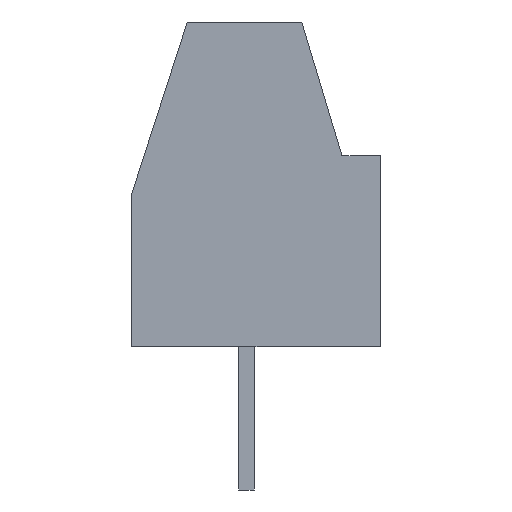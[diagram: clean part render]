
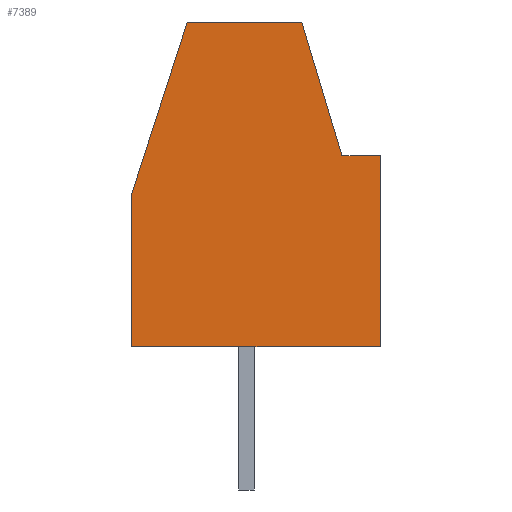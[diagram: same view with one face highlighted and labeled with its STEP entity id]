
A CAD part, left-side view. The second image highlights one B-rep face of the part: STEP entity #7389.
In plain terms, the highlighted planar face has unit normal (-1, 0, 0).
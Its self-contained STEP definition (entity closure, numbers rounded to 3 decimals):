
#6400 = VERTEX_POINT('',#6401);
#6401 = CARTESIAN_POINT('',(0.,-3.5,0.)
  );
#6410 = PLANE('',#6411);
#6411 = AXIS2_PLACEMENT_3D('',#6412,#6413,#6414);
#6412 = CARTESIAN_POINT('',(0.,-3.5,0.));
#6413 = DIRECTION('',(0.,-1.,0.));
#6414 = DIRECTION('',(0.,0.,1.));
#6422 = PLANE('',#6423);
#6423 = AXIS2_PLACEMENT_3D('',#6424,#6425,#6426);
#6424 = CARTESIAN_POINT('',(0.,-3.5,0.));
#6425 = DIRECTION('',(0.,0.,1.));
#6426 = DIRECTION('',(0.,1.,0.));
#6463 = VERTEX_POINT('',#6464);
#6464 = CARTESIAN_POINT('',(0.,-3.5,5.));
#6478 = PLANE('',#6479);
#6479 = AXIS2_PLACEMENT_3D('',#6480,#6481,#6482);
#6480 = CARTESIAN_POINT('',(0.,-3.5,5.));
#6481 = DIRECTION('',(0.,0.,1.));
#6482 = DIRECTION('',(0.,1.,0.));
#6490 = EDGE_CURVE('',#6400,#6463,#6491,.T.);
#6491 = SURFACE_CURVE('',#6492,(#6496,#6503),.PCURVE_S1.);
#6492 = LINE('',#6493,#6494);
#6493 = CARTESIAN_POINT('',(0.,-3.5,0.));
#6494 = VECTOR('',#6495,1.);
#6495 = DIRECTION('',(0.,0.,1.));
#6496 = PCURVE('',#6410,#6497);
#6497 = DEFINITIONAL_REPRESENTATION('',(#6498),#6502);
#6498 = LINE('',#6499,#6500);
#6499 = CARTESIAN_POINT('',(0.,0.));
#6500 = VECTOR('',#6501,1.);
#6501 = DIRECTION('',(1.,0.));
#6502 = ( GEOMETRIC_REPRESENTATION_CONTEXT(2) 
PARAMETRIC_REPRESENTATION_CONTEXT() REPRESENTATION_CONTEXT('2D SPACE',''
  ) );
#6503 = PCURVE('',#6504,#6509);
#6504 = PLANE('',#6505);
#6505 = AXIS2_PLACEMENT_3D('',#6506,#6507,#6508);
#6506 = CARTESIAN_POINT('',(0.,-0.231,
    3.774));
#6507 = DIRECTION('',(1.,0.,0.));
#6508 = DIRECTION('',(0.,0.,1.));
#6509 = DEFINITIONAL_REPRESENTATION('',(#6510),#6514);
#6510 = LINE('',#6511,#6512);
#6511 = CARTESIAN_POINT('',(-3.774,3.269));
#6512 = VECTOR('',#6513,1.);
#6513 = DIRECTION('',(1.,0.));
#6514 = ( GEOMETRIC_REPRESENTATION_CONTEXT(2) 
PARAMETRIC_REPRESENTATION_CONTEXT() REPRESENTATION_CONTEXT('2D SPACE',''
  ) );
#7342 = VERTEX_POINT('',#7343);
#7343 = CARTESIAN_POINT('',(0.,3.,0.));
#7357 = PLANE('',#7358);
#7358 = AXIS2_PLACEMENT_3D('',#7359,#7360,#7361);
#7359 = CARTESIAN_POINT('',(0.,3.,0.)
  );
#7360 = DIRECTION('',(0.,-1.,0.));
#7361 = DIRECTION('',(0.,0.,1.));
#7369 = EDGE_CURVE('',#6400,#7342,#7370,.T.);
#7370 = SURFACE_CURVE('',#7371,(#7375,#7382),.PCURVE_S1.);
#7371 = LINE('',#7372,#7373);
#7372 = CARTESIAN_POINT('',(0.,-3.5,0.));
#7373 = VECTOR('',#7374,1.);
#7374 = DIRECTION('',(0.,1.,0.));
#7375 = PCURVE('',#6422,#7376);
#7376 = DEFINITIONAL_REPRESENTATION('',(#7377),#7381);
#7377 = LINE('',#7378,#7379);
#7378 = CARTESIAN_POINT('',(0.,0.));
#7379 = VECTOR('',#7380,1.);
#7380 = DIRECTION('',(1.,0.));
#7381 = ( GEOMETRIC_REPRESENTATION_CONTEXT(2) 
PARAMETRIC_REPRESENTATION_CONTEXT() REPRESENTATION_CONTEXT('2D SPACE',''
  ) );
#7382 = PCURVE('',#6504,#7383);
#7383 = DEFINITIONAL_REPRESENTATION('',(#7384),#7388);
#7384 = LINE('',#7385,#7386);
#7385 = CARTESIAN_POINT('',(-3.774,3.269));
#7386 = VECTOR('',#7387,1.);
#7387 = DIRECTION('',(0.,-1.));
#7388 = ( GEOMETRIC_REPRESENTATION_CONTEXT(2) 
PARAMETRIC_REPRESENTATION_CONTEXT() REPRESENTATION_CONTEXT('2D SPACE',''
  ) );
#7389 = ADVANCED_FACE('',(#7390),#6504,.F.);
#7390 = FACE_BOUND('',#7391,.F.);
#7391 = EDGE_LOOP('',(#7392,#7393,#7394,#7417,#7445,#7473,#7501));
#7392 = ORIENTED_EDGE('',*,*,#6490,.F.);
#7393 = ORIENTED_EDGE('',*,*,#7369,.T.);
#7394 = ORIENTED_EDGE('',*,*,#7395,.T.);
#7395 = EDGE_CURVE('',#7342,#7396,#7398,.T.);
#7396 = VERTEX_POINT('',#7397);
#7397 = CARTESIAN_POINT('',(0.,3.,4.));
#7398 = SURFACE_CURVE('',#7399,(#7403,#7410),.PCURVE_S1.);
#7399 = LINE('',#7400,#7401);
#7400 = CARTESIAN_POINT('',(0.,3.,0.));
#7401 = VECTOR('',#7402,1.);
#7402 = DIRECTION('',(0.,0.,1.));
#7403 = PCURVE('',#6504,#7404);
#7404 = DEFINITIONAL_REPRESENTATION('',(#7405),#7409);
#7405 = LINE('',#7406,#7407);
#7406 = CARTESIAN_POINT('',(-3.774,-3.231));
#7407 = VECTOR('',#7408,1.);
#7408 = DIRECTION('',(1.,0.));
#7409 = ( GEOMETRIC_REPRESENTATION_CONTEXT(2) 
PARAMETRIC_REPRESENTATION_CONTEXT() REPRESENTATION_CONTEXT('2D SPACE',''
  ) );
#7410 = PCURVE('',#7357,#7411);
#7411 = DEFINITIONAL_REPRESENTATION('',(#7412),#7416);
#7412 = LINE('',#7413,#7414);
#7413 = CARTESIAN_POINT('',(0.,0.));
#7414 = VECTOR('',#7415,1.);
#7415 = DIRECTION('',(1.,0.));
#7416 = ( GEOMETRIC_REPRESENTATION_CONTEXT(2) 
PARAMETRIC_REPRESENTATION_CONTEXT() REPRESENTATION_CONTEXT('2D SPACE',''
  ) );
#7417 = ORIENTED_EDGE('',*,*,#7418,.F.);
#7418 = EDGE_CURVE('',#7419,#7396,#7421,.T.);
#7419 = VERTEX_POINT('',#7420);
#7420 = CARTESIAN_POINT('',(0.,1.551,8.5));
#7421 = SURFACE_CURVE('',#7422,(#7426,#7433),.PCURVE_S1.);
#7422 = LINE('',#7423,#7424);
#7423 = CARTESIAN_POINT('',(0.,1.551,8.5));
#7424 = VECTOR('',#7425,1.);
#7425 = DIRECTION('',(0.,0.307,-0.952)
  );
#7426 = PCURVE('',#6504,#7427);
#7427 = DEFINITIONAL_REPRESENTATION('',(#7428),#7432);
#7428 = LINE('',#7429,#7430);
#7429 = CARTESIAN_POINT('',(4.726,-1.781));
#7430 = VECTOR('',#7431,1.);
#7431 = DIRECTION('',(-0.952,-0.307));
#7432 = ( GEOMETRIC_REPRESENTATION_CONTEXT(2) 
PARAMETRIC_REPRESENTATION_CONTEXT() REPRESENTATION_CONTEXT('2D SPACE',''
  ) );
#7433 = PCURVE('',#7434,#7439);
#7434 = PLANE('',#7435);
#7435 = AXIS2_PLACEMENT_3D('',#7436,#7437,#7438);
#7436 = CARTESIAN_POINT('',(0.,1.551,8.5));
#7437 = DIRECTION('',(0.,0.952,0.307)
  );
#7438 = DIRECTION('',(0.,0.307,-0.952)
  );
#7439 = DEFINITIONAL_REPRESENTATION('',(#7440),#7444);
#7440 = LINE('',#7441,#7442);
#7441 = CARTESIAN_POINT('',(0.,0.));
#7442 = VECTOR('',#7443,1.);
#7443 = DIRECTION('',(1.,0.));
#7444 = ( GEOMETRIC_REPRESENTATION_CONTEXT(2) 
PARAMETRIC_REPRESENTATION_CONTEXT() REPRESENTATION_CONTEXT('2D SPACE',''
  ) );
#7445 = ORIENTED_EDGE('',*,*,#7446,.F.);
#7446 = EDGE_CURVE('',#7447,#7419,#7449,.T.);
#7447 = VERTEX_POINT('',#7448);
#7448 = CARTESIAN_POINT('',(0.,-1.449,8.5));
#7449 = SURFACE_CURVE('',#7450,(#7454,#7461),.PCURVE_S1.);
#7450 = LINE('',#7451,#7452);
#7451 = CARTESIAN_POINT('',(0.,-1.449,8.5));
#7452 = VECTOR('',#7453,1.);
#7453 = DIRECTION('',(0.,1.,0.));
#7454 = PCURVE('',#6504,#7455);
#7455 = DEFINITIONAL_REPRESENTATION('',(#7456),#7460);
#7456 = LINE('',#7457,#7458);
#7457 = CARTESIAN_POINT('',(4.726,1.219));
#7458 = VECTOR('',#7459,1.);
#7459 = DIRECTION('',(0.,-1.));
#7460 = ( GEOMETRIC_REPRESENTATION_CONTEXT(2) 
PARAMETRIC_REPRESENTATION_CONTEXT() REPRESENTATION_CONTEXT('2D SPACE',''
  ) );
#7461 = PCURVE('',#7462,#7467);
#7462 = PLANE('',#7463);
#7463 = AXIS2_PLACEMENT_3D('',#7464,#7465,#7466);
#7464 = CARTESIAN_POINT('',(0.,-1.449,8.5));
#7465 = DIRECTION('',(0.,0.,1.));
#7466 = DIRECTION('',(0.,1.,0.));
#7467 = DEFINITIONAL_REPRESENTATION('',(#7468),#7472);
#7468 = LINE('',#7469,#7470);
#7469 = CARTESIAN_POINT('',(0.,0.));
#7470 = VECTOR('',#7471,1.);
#7471 = DIRECTION('',(1.,0.));
#7472 = ( GEOMETRIC_REPRESENTATION_CONTEXT(2) 
PARAMETRIC_REPRESENTATION_CONTEXT() REPRESENTATION_CONTEXT('2D SPACE',''
  ) );
#7473 = ORIENTED_EDGE('',*,*,#7474,.F.);
#7474 = EDGE_CURVE('',#7475,#7447,#7477,.T.);
#7475 = VERTEX_POINT('',#7476);
#7476 = CARTESIAN_POINT('',(0.,-2.5,5.));
#7477 = SURFACE_CURVE('',#7478,(#7482,#7489),.PCURVE_S1.);
#7478 = LINE('',#7479,#7480);
#7479 = CARTESIAN_POINT('',(0.,-2.5,5.));
#7480 = VECTOR('',#7481,1.);
#7481 = DIRECTION('',(0.,0.288,0.958)
  );
#7482 = PCURVE('',#6504,#7483);
#7483 = DEFINITIONAL_REPRESENTATION('',(#7484),#7488);
#7484 = LINE('',#7485,#7486);
#7485 = CARTESIAN_POINT('',(1.226,2.269));
#7486 = VECTOR('',#7487,1.);
#7487 = DIRECTION('',(0.958,-0.288));
#7488 = ( GEOMETRIC_REPRESENTATION_CONTEXT(2) 
PARAMETRIC_REPRESENTATION_CONTEXT() REPRESENTATION_CONTEXT('2D SPACE',''
  ) );
#7489 = PCURVE('',#7490,#7495);
#7490 = PLANE('',#7491);
#7491 = AXIS2_PLACEMENT_3D('',#7492,#7493,#7494);
#7492 = CARTESIAN_POINT('',(0.,-2.5,5.));
#7493 = DIRECTION('',(0.,-0.958,0.288)
  );
#7494 = DIRECTION('',(0.,0.288,0.958)
  );
#7495 = DEFINITIONAL_REPRESENTATION('',(#7496),#7500);
#7496 = LINE('',#7497,#7498);
#7497 = CARTESIAN_POINT('',(0.,0.));
#7498 = VECTOR('',#7499,1.);
#7499 = DIRECTION('',(1.,0.));
#7500 = ( GEOMETRIC_REPRESENTATION_CONTEXT(2) 
PARAMETRIC_REPRESENTATION_CONTEXT() REPRESENTATION_CONTEXT('2D SPACE',''
  ) );
#7501 = ORIENTED_EDGE('',*,*,#7502,.F.);
#7502 = EDGE_CURVE('',#6463,#7475,#7503,.T.);
#7503 = SURFACE_CURVE('',#7504,(#7508,#7515),.PCURVE_S1.);
#7504 = LINE('',#7505,#7506);
#7505 = CARTESIAN_POINT('',(0.,-3.5,5.));
#7506 = VECTOR('',#7507,1.);
#7507 = DIRECTION('',(0.,1.,0.));
#7508 = PCURVE('',#6504,#7509);
#7509 = DEFINITIONAL_REPRESENTATION('',(#7510),#7514);
#7510 = LINE('',#7511,#7512);
#7511 = CARTESIAN_POINT('',(1.226,3.269));
#7512 = VECTOR('',#7513,1.);
#7513 = DIRECTION('',(0.,-1.));
#7514 = ( GEOMETRIC_REPRESENTATION_CONTEXT(2) 
PARAMETRIC_REPRESENTATION_CONTEXT() REPRESENTATION_CONTEXT('2D SPACE',''
  ) );
#7515 = PCURVE('',#6478,#7516);
#7516 = DEFINITIONAL_REPRESENTATION('',(#7517),#7521);
#7517 = LINE('',#7518,#7519);
#7518 = CARTESIAN_POINT('',(0.,0.));
#7519 = VECTOR('',#7520,1.);
#7520 = DIRECTION('',(1.,0.));
#7521 = ( GEOMETRIC_REPRESENTATION_CONTEXT(2) 
PARAMETRIC_REPRESENTATION_CONTEXT() REPRESENTATION_CONTEXT('2D SPACE',''
  ) );
